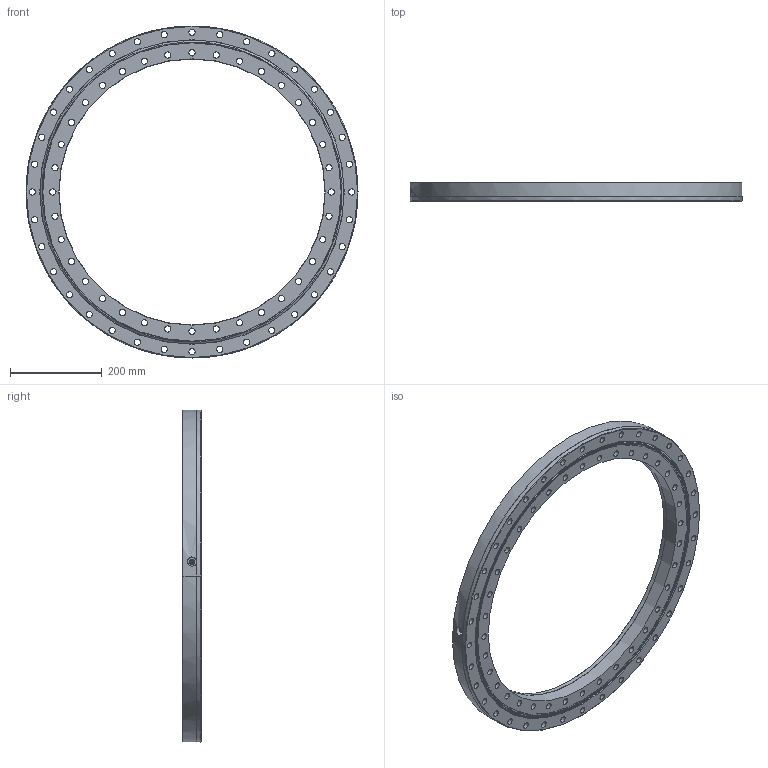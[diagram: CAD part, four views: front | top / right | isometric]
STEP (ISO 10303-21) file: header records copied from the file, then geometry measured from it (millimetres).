
FILE_DESCRIPTION (( 'STEP AP203' ), '1' );
FILE_NAME ('88-0650-00.STEP', '2017-12-28T15:10:22', ( 'defontaine' ), ( 'Hewlett-Packard Company' ), 'SwSTEP 2.0', 'SolidWorks 2016', '' );
FILE_SCHEMA (( 'CONFIG_CONTROL_DESIGN' ));
Length unit declared in the file: millimetre
Products named in the file (1): 88-0650-00
Bounding box: 722 x 40 x 722 mm (x, y, z)
Volume: 4832177.9 mm3; surface area: 874325.4 mm2
Topology: 7 solids, 7 shells, 303 faces, 769 edges, 498 vertices
Faces by surface type: cylinder 202, plane 46, cone 28, torus 23, sphere 4
Entity records: 10051 total; most frequent: CARTESIAN_POINT 1925, DIRECTION 1844, ORIENTED_EDGE 1538, AXIS2_PLACEMENT_3D 789, EDGE_CURVE 769, VERTEX_POINT 498, CIRCLE 485, EDGE_LOOP 477
